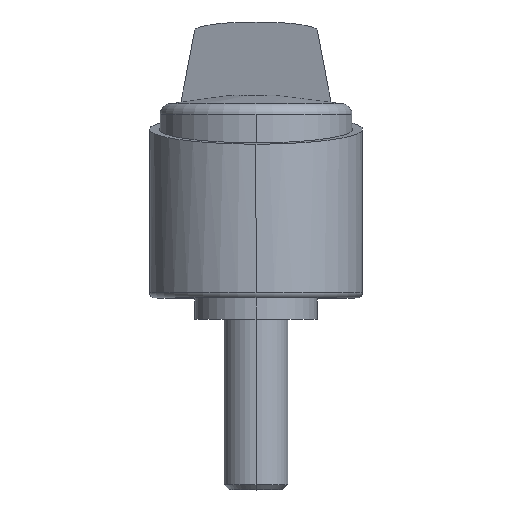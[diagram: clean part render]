
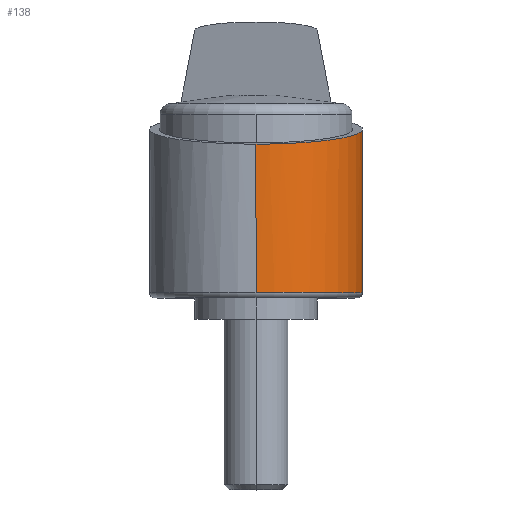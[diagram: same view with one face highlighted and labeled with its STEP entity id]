
A CAD part, top view. The second image highlights one B-rep face of the part: STEP entity #138.
In plain terms, the highlighted cylindrical face has radius 20 mm (diameter 40 mm), a partial arc.
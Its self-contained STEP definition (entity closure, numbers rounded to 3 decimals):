
#138=ADVANCED_FACE('',(#278),#279,.T.);
#278=FACE_OUTER_BOUND('',#411,.T.);
#279=CYLINDRICAL_SURFACE('',#412,20.0);
#411=EDGE_LOOP('',(#738,#739,#740,#741,#742,#743));
#412=AXIS2_PLACEMENT_3D('',#744,#745,#746);
#738=ORIENTED_EDGE('',*,*,#776,.T.);
#739=ORIENTED_EDGE('',*,*,#770,.F.);
#740=ORIENTED_EDGE('',*,*,#894,.T.);
#741=ORIENTED_EDGE('',*,*,#779,.T.);
#742=ORIENTED_EDGE('',*,*,#866,.T.);
#743=ORIENTED_EDGE('',*,*,#805,.T.);
#744=CARTESIAN_POINT('',(0.0,21.0,0.0));
#745=DIRECTION('',(0.0,1.0,0.0));
#746=DIRECTION('',(0.,0.0,-1.0));
#770=EDGE_CURVE('',#905,#907,#908,.T.);
#776=EDGE_CURVE('',#917,#907,#918,.T.);
#779=EDGE_CURVE('',#923,#921,#924,.T.);
#805=EDGE_CURVE('',#968,#917,#969,.T.);
#866=EDGE_CURVE('',#921,#968,#1056,.T.);
#894=EDGE_CURVE('',#905,#923,#1088,.T.);
#905=VERTEX_POINT('',#1100);
#907=VERTEX_POINT('',#1103);
#908=B_SPLINE_CURVE_WITH_KNOTS('',3,(#1104,#1105,#1106,#1107,#1108,#1109,#1110,#1111,#1112,#1113,#1114,#1115,#1116,#1117,#1118,#1119,#1120,#1121,#1122,#1123,#1124,#1125,#1126,#1127,#1128,#1129,#1130,#1131,#1132,#1133,#1134,#1135,#1136,#1137,#1138,#1139,#1140,#1141,#1142,#1143,#1144,#1145,#1146,#1147,#1148,#1149),.UNSPECIFIED.,.F.,.F.,(4,2,2,2,2,2,2,2,2,2,2,2,2,2,2,2,2,2,2,2,2,2,4),(14.693,17.085,19.478,20.887,22.296,25.115,27.934,30.753,33.616,36.48,39.344,42.208,45.071,47.935,50.799,53.663,56.481,59.3,62.119,63.528,64.938,67.33,69.722),.UNSPECIFIED.);
#917=VERTEX_POINT('',#1209);
#918=LINE('',#1210,#1211);
#921=VERTEX_POINT('',#1214);
#923=VERTEX_POINT('',#1216);
#924=LINE('',#1217,#1218);
#968=VERTEX_POINT('',#1313);
#969=CIRCLE('',#1314,20.0);
#1056=CIRCLE('',#1475,20.0);
#1088=ELLIPSE('',#1557,20.197,20.0);
#1100=CARTESIAN_POINT('',(14.673,37.532,-13.591));
#1103=CARTESIAN_POINT('',(0.,23.732,-20.0));
#1104=CARTESIAN_POINT('',(13.896,42.281,-14.384));
#1105=CARTESIAN_POINT('',(14.148,41.507,-14.141));
#1106=CARTESIAN_POINT('',(14.344,40.705,-13.939));
#1107=CARTESIAN_POINT('',(14.607,39.089,-13.663));
#1108=CARTESIAN_POINT('',(14.673,38.275,-13.59));
#1109=CARTESIAN_POINT('',(14.673,37.007,-13.59));
#1110=CARTESIAN_POINT('',(14.65,36.535,-13.615));
#1111=CARTESIAN_POINT('',(14.557,35.597,-13.715));
#1112=CARTESIAN_POINT('',(14.486,35.13,-13.79));
#1113=CARTESIAN_POINT('',(14.202,33.75,-14.085));
#1114=CARTESIAN_POINT('',(13.916,32.857,-14.373));
#1115=CARTESIAN_POINT('',(13.173,31.175,-15.057));
#1116=CARTESIAN_POINT('',(12.715,30.383,-15.452));
#1117=CARTESIAN_POINT('',(11.665,28.931,-16.26));
#1118=CARTESIAN_POINT('',(11.072,28.271,-16.672));
#1119=CARTESIAN_POINT('',(9.805,27.096,-17.448));
#1120=CARTESIAN_POINT('',(9.081,26.54,-17.841));
#1121=CARTESIAN_POINT('',(7.495,25.556,-18.563));
#1122=CARTESIAN_POINT('',(6.633,25.127,-18.892));
#1123=CARTESIAN_POINT('',(4.819,24.433,-19.434));
#1124=CARTESIAN_POINT('',(3.866,24.168,-19.647));
#1125=CARTESIAN_POINT('',(1.934,23.817,-19.93));
#1126=CARTESIAN_POINT('',(0.955,23.732,-20.0));
#1127=CARTESIAN_POINT('',(-0.955,23.732,-20.0));
#1128=CARTESIAN_POINT('',(-1.934,23.817,-19.93));
#1129=CARTESIAN_POINT('',(-3.866,24.168,-19.647));
#1130=CARTESIAN_POINT('',(-4.819,24.433,-19.434));
#1131=CARTESIAN_POINT('',(-6.633,25.127,-18.892));
#1132=CARTESIAN_POINT('',(-7.495,25.556,-18.563));
#1133=CARTESIAN_POINT('',(-9.081,26.54,-17.841));
#1134=CARTESIAN_POINT('',(-9.805,27.096,-17.448));
#1135=CARTESIAN_POINT('',(-11.072,28.271,-16.672));
#1136=CARTESIAN_POINT('',(-11.665,28.931,-16.26));
#1137=CARTESIAN_POINT('',(-12.715,30.383,-15.452));
#1138=CARTESIAN_POINT('',(-13.173,31.175,-15.057));
#1139=CARTESIAN_POINT('',(-13.916,32.857,-14.373));
#1140=CARTESIAN_POINT('',(-14.202,33.75,-14.085));
#1141=CARTESIAN_POINT('',(-14.486,35.13,-13.79));
#1142=CARTESIAN_POINT('',(-14.557,35.597,-13.715));
#1143=CARTESIAN_POINT('',(-14.65,36.535,-13.615));
#1144=CARTESIAN_POINT('',(-14.673,37.007,-13.59));
#1145=CARTESIAN_POINT('',(-14.673,38.275,-13.59));
#1146=CARTESIAN_POINT('',(-14.607,39.089,-13.663));
#1147=CARTESIAN_POINT('',(-14.344,40.705,-13.939));
#1148=CARTESIAN_POINT('',(-14.148,41.507,-14.141));
#1149=CARTESIAN_POINT('',(-13.896,42.281,-14.384));
#1209=CARTESIAN_POINT('',(0.,5.0,-20.0));
#1210=CARTESIAN_POINT('',(0.,21.0,-20.0));
#1211=VECTOR('',#1568,1.0);
#1214=CARTESIAN_POINT('',(0.,5.0,20.0));
#1216=CARTESIAN_POINT('',(0.,32.811,20.0));
#1217=CARTESIAN_POINT('',(0.,21.0,20.0));
#1218=VECTOR('',#1575,1.0);
#1313=CARTESIAN_POINT('',(20.0,5.0,0.));
#1314=AXIS2_PLACEMENT_3D('',#1621,#1622,#1623);
#1475=AXIS2_PLACEMENT_3D('',#1692,#1693,#1694);
#1557=AXIS2_PLACEMENT_3D('',#1729,#1730,#1731);
#1568=DIRECTION('',(0.0,1.0,0.0));
#1575=DIRECTION('',(-0.0,-1.0,-0.0));
#1621=CARTESIAN_POINT('',(0.,5.0,0.));
#1622=DIRECTION('',(0.0,1.0,0.0));
#1623=DIRECTION('',(0.,0.0,-1.0));
#1692=CARTESIAN_POINT('',(0.,5.0,0.));
#1693=DIRECTION('',(0.0,1.0,0.0));
#1694=DIRECTION('',(0.,0.0,-1.0));
#1729=CARTESIAN_POINT('',(0.0,35.622,0.0));
#1730=DIRECTION('',(0.,-0.99,-0.139));
#1731=DIRECTION('',(0.,0.139,-0.99));
